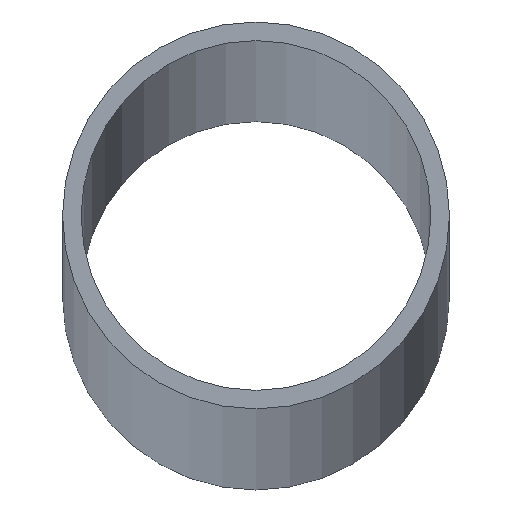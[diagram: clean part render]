
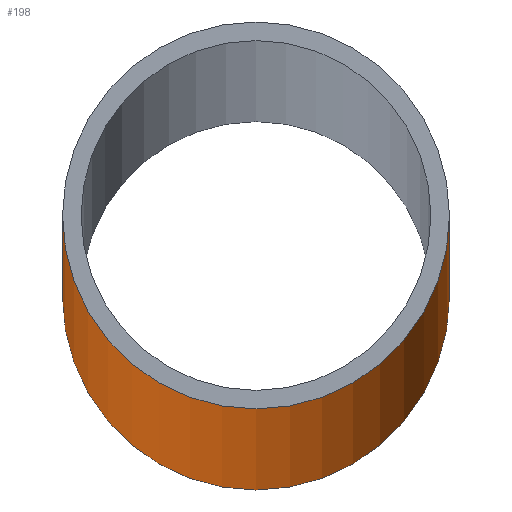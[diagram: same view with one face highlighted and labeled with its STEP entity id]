
A CAD part, top view. The second image highlights one B-rep face of the part: STEP entity #198.
In plain terms, the highlighted cylindrical face has radius 12.5 mm (diameter 25 mm), a partial arc.
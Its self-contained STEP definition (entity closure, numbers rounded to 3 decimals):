
#3 = ORIENTED_EDGE ( 'NONE', *, *, #5, .T. ) ;
#5 = EDGE_CURVE ( 'NONE', #8, #77, #41, .T. ) ;
#6 = DIRECTION ( 'NONE',  ( 1., 0., 0. ) ) ;
#8 = VERTEX_POINT ( 'NONE', #43 ) ;
#17 = VERTEX_POINT ( 'NONE', #100 ) ;
#25 = DIRECTION ( 'NONE',  ( 0., 0., 1. ) ) ;
#41 = LINE ( 'NONE', #76, #187 ) ;
#42 = DIRECTION ( 'NONE',  ( 0., 0., 1. ) ) ;
#43 = CARTESIAN_POINT ( 'NONE',  ( 12.5, 0., -3000. ) ) ;
#48 = LINE ( 'NONE', #81, #87 ) ;
#50 = CARTESIAN_POINT ( 'NONE',  ( -12.5, 0., -3000. ) ) ;
#51 = ORIENTED_EDGE ( 'NONE', *, *, #192, .T. ) ;
#52 = EDGE_CURVE ( 'NONE', #131, #17, #48, .T. ) ;
#57 = CARTESIAN_POINT ( 'NONE',  ( 0., 0., -3000. ) ) ;
#61 = ORIENTED_EDGE ( 'NONE', *, *, #160, .F. ) ;
#68 = AXIS2_PLACEMENT_3D ( 'NONE', #177, #73, #194 ) ;
#73 = DIRECTION ( 'NONE',  ( 0., 0., 1. ) ) ;
#76 = CARTESIAN_POINT ( 'NONE',  ( 12.5, 0., -3000. ) ) ;
#77 = VERTEX_POINT ( 'NONE', #146 ) ;
#81 = CARTESIAN_POINT ( 'NONE',  ( -12.5, 0., -3000. ) ) ;
#87 = VECTOR ( 'NONE', #99, 1000. ) ;
#89 = CARTESIAN_POINT ( 'NONE',  ( 0., 0., -3000. ) ) ;
#97 = AXIS2_PLACEMENT_3D ( 'NONE', #89, #25, #147 ) ;
#99 = DIRECTION ( 'NONE',  ( 0., 0., 1. ) ) ;
#100 = CARTESIAN_POINT ( 'NONE',  ( -12.5, 0., 0. ) ) ;
#113 = CIRCLE ( 'NONE', #97, 12.5 ) ;
#121 = EDGE_LOOP ( 'NONE', ( #204, #51, #3, #61 ) ) ;
#122 = AXIS2_PLACEMENT_3D ( 'NONE', #57, #165, #6 ) ;
#131 = VERTEX_POINT ( 'NONE', #50 ) ;
#146 = CARTESIAN_POINT ( 'NONE',  ( 12.5, 0., 0. ) ) ;
#147 = DIRECTION ( 'NONE',  ( 1., 0., 0. ) ) ;
#153 = CIRCLE ( 'NONE', #68, 12.5 ) ;
#159 = FACE_OUTER_BOUND ( 'NONE', #121, .T. ) ;
#160 = EDGE_CURVE ( 'NONE', #17, #77, #153, .T. ) ;
#165 = DIRECTION ( 'NONE',  ( 0., 0., 1. ) ) ;
#177 = CARTESIAN_POINT ( 'NONE',  ( 0., 0., 0. ) ) ;
#187 = VECTOR ( 'NONE', #42, 1000. ) ;
#189 = CYLINDRICAL_SURFACE ( 'NONE', #122, 12.5 ) ;
#192 = EDGE_CURVE ( 'NONE', #131, #8, #113, .T. ) ;
#194 = DIRECTION ( 'NONE',  ( 1., 0., 0. ) ) ;
#198 = ADVANCED_FACE ( 'NONE', ( #159 ), #189, .T. ) ;
#204 = ORIENTED_EDGE ( 'NONE', *, *, #52, .F. ) ;
